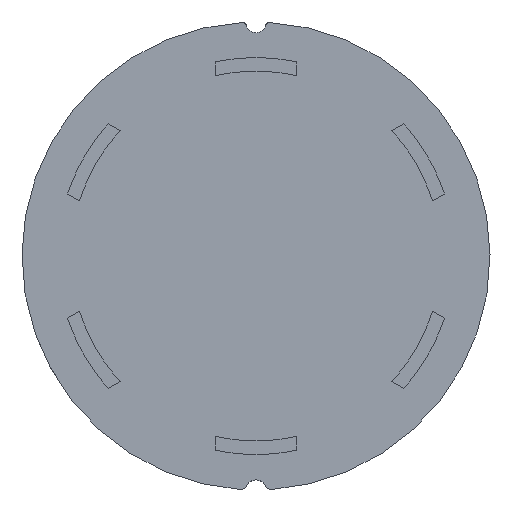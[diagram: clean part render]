
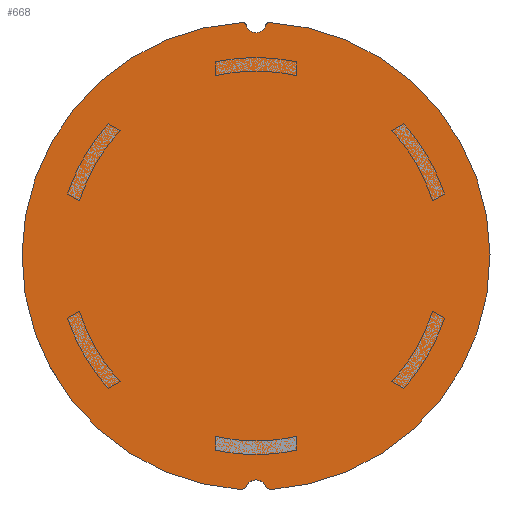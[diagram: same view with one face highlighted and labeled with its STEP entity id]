
A CAD part, front view. The second image highlights one B-rep face of the part: STEP entity #668.
In plain terms, the highlighted planar face has unit normal (0, -1, 0).
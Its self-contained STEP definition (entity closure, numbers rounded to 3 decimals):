
#13 = CARTESIAN_POINT ( 'NONE',  ( 0., 0., -0.002 ) ) ;
#39 = AXIS2_PLACEMENT_3D ( 'NONE', #631, #1419, #439 ) ;
#53 = EDGE_CURVE ( 'NONE', #1983, #777, #938, .T. ) ;
#75 = AXIS2_PLACEMENT_3D ( 'NONE', #1650, #2241, #316 ) ;
#86 = EDGE_CURVE ( 'NONE', #1442, #2476, #1300, .T. ) ;
#132 = CARTESIAN_POINT ( 'NONE',  ( 2.257, 0., -33.426 ) ) ;
#135 = DIRECTION ( 'NONE',  ( 0., 1., 0. ) ) ;
#151 = CARTESIAN_POINT ( 'NONE',  ( 0., 0., -0.002 ) ) ;
#165 = AXIS2_PLACEMENT_3D ( 'NONE', #705, #135, #1495 ) ;
#205 = DIRECTION ( 'NONE',  ( 0., 0., 1. ) ) ;
#257 = CARTESIAN_POINT ( 'NONE',  ( -1.964, 0., 34.442 ) ) ;
#270 = DIRECTION ( 'NONE',  ( 0., 0., 1. ) ) ;
#311 = DIRECTION ( 'NONE',  ( 0., 1., 0. ) ) ;
#314 = CARTESIAN_POINT ( 'NONE',  ( 1.452, 0., 34.069 ) ) ;
#316 = DIRECTION ( 'NONE',  ( 0., 0., 1. ) ) ;
#341 = CIRCLE ( 'NONE', #1978, 1. ) ;
#379 = VERTEX_POINT ( 'NONE', #812 ) ;
#387 = VERTEX_POINT ( 'NONE', #2369 ) ;
#411 = DIRECTION ( 'NONE',  ( 0., 0., 1. ) ) ;
#426 = DIRECTION ( 'NONE',  ( 0., 1., 0. ) ) ;
#430 = ORIENTED_EDGE ( 'NONE', *, *, #2396, .F. ) ;
#432 = VERTEX_POINT ( 'NONE', #257 ) ;
#439 = DIRECTION ( 'NONE',  ( 0., 0., 1. ) ) ;
#456 = CARTESIAN_POINT ( 'NONE',  ( -1.452, 0., 34.069 ) ) ;
#463 = EDGE_LOOP ( 'NONE', ( #611, #1827, #1169, #1763, #628, #625, #1897, #430, #2174, #1959, #1240 ) ) ;
#492 = AXIS2_PLACEMENT_3D ( 'NONE', #2190, #426, #1985 ) ;
#611 = ORIENTED_EDGE ( 'NONE', *, *, #1179, .T. ) ;
#625 = ORIENTED_EDGE ( 'NONE', *, *, #1462, .T. ) ;
#628 = ORIENTED_EDGE ( 'NONE', *, *, #1279, .T. ) ;
#631 = CARTESIAN_POINT ( 'NONE',  ( -1.936, 0., 33.943 ) ) ;
#666 = CIRCLE ( 'NONE', #2091, 1. ) ;
#668 = ADVANCED_FACE ( 'NONE', ( #804 ), #1136, .F. ) ;
#705 = CARTESIAN_POINT ( 'NONE',  ( 0., 0., 34.446 ) ) ;
#745 = AXIS2_PLACEMENT_3D ( 'NONE', #132, #1375, #411 ) ;
#777 = VERTEX_POINT ( 'NONE', #456 ) ;
#783 = DIRECTION ( 'NONE',  ( 0., 0., 1. ) ) ;
#804 = FACE_OUTER_BOUND ( 'NONE', #463, .T. ) ;
#812 = CARTESIAN_POINT ( 'NONE',  ( -2.324, 0., -34.424 ) ) ;
#863 = CIRCLE ( 'NONE', #745, 1. ) ;
#907 = EDGE_CURVE ( 'NONE', #2177, #2105, #666, .T. ) ;
#927 = DIRECTION ( 'NONE',  ( 0., 1., 0. ) ) ;
#938 = CIRCLE ( 'NONE', #165, 1.5 ) ;
#989 = AXIS2_PLACEMENT_3D ( 'NONE', #13, #1388, #783 ) ;
#1022 = AXIS2_PLACEMENT_3D ( 'NONE', #1590, #1922, #1183 ) ;
#1061 = DIRECTION ( 'NONE',  ( 0., 1., 0. ) ) ;
#1098 = DIRECTION ( 'NONE',  ( 0., -1., 0. ) ) ;
#1136 = PLANE ( 'NONE',  #1022 ) ;
#1153 = VERTEX_POINT ( 'NONE', #2179 ) ;
#1162 = EDGE_CURVE ( 'NONE', #1619, #379, #1309, .T. ) ;
#1169 = ORIENTED_EDGE ( 'NONE', *, *, #1162, .F. ) ;
#1179 = EDGE_CURVE ( 'NONE', #777, #432, #1399, .T. ) ;
#1183 = DIRECTION ( 'NONE',  ( 0., 0., 1. ) ) ;
#1222 = AXIS2_PLACEMENT_3D ( 'NONE', #151, #927, #205 ) ;
#1240 = ORIENTED_EDGE ( 'NONE', *, *, #53, .T. ) ;
#1243 = CARTESIAN_POINT ( 'NONE',  ( 0., 0., -34.502 ) ) ;
#1249 = CARTESIAN_POINT ( 'NONE',  ( 2.324, 0., -34.424 ) ) ;
#1262 = CARTESIAN_POINT ( 'NONE',  ( 2.257, 0., -33.426 ) ) ;
#1279 = EDGE_CURVE ( 'NONE', #1153, #387, #2248, .T. ) ;
#1300 = CIRCLE ( 'NONE', #75, 0.5 ) ;
#1309 = CIRCLE ( 'NONE', #492, 1. ) ;
#1375 = DIRECTION ( 'NONE',  ( 0., -1., 0. ) ) ;
#1388 = DIRECTION ( 'NONE',  ( 0., 1., 0. ) ) ;
#1399 = CIRCLE ( 'NONE', #39, 0.5 ) ;
#1408 = CIRCLE ( 'NONE', #989, 34.5 ) ;
#1419 = DIRECTION ( 'NONE',  ( 0., -1., 0. ) ) ;
#1442 = VERTEX_POINT ( 'NONE', #314 ) ;
#1462 = EDGE_CURVE ( 'NONE', #387, #2177, #863, .T. ) ;
#1466 = DIRECTION ( 'NONE',  ( 0., 1., 0. ) ) ;
#1495 = DIRECTION ( 'NONE',  ( 0., 0., 1. ) ) ;
#1504 = EDGE_CURVE ( 'NONE', #379, #432, #1408, .T. ) ;
#1590 = CARTESIAN_POINT ( 'NONE',  ( 0., 0., 0. ) ) ;
#1616 = CIRCLE ( 'NONE', #2344, 1.5 ) ;
#1619 = VERTEX_POINT ( 'NONE', #2033 ) ;
#1650 = CARTESIAN_POINT ( 'NONE',  ( 1.936, 0., 33.943 ) ) ;
#1702 = DIRECTION ( 'NONE',  ( 0., 0., 1. ) ) ;
#1716 = EDGE_CURVE ( 'NONE', #1153, #1619, #341, .T. ) ;
#1719 = AXIS2_PLACEMENT_3D ( 'NONE', #1243, #1061, #270 ) ;
#1727 = CARTESIAN_POINT ( 'NONE',  ( 0., 0., 34.446 ) ) ;
#1763 = ORIENTED_EDGE ( 'NONE', *, *, #1716, .F. ) ;
#1811 = CARTESIAN_POINT ( 'NONE',  ( 0., 0., 32.946 ) ) ;
#1823 = EDGE_CURVE ( 'NONE', #1442, #1983, #1616, .T. ) ;
#1827 = ORIENTED_EDGE ( 'NONE', *, *, #1504, .F. ) ;
#1897 = ORIENTED_EDGE ( 'NONE', *, *, #907, .T. ) ;
#1899 = DIRECTION ( 'NONE',  ( 0., 0., 1. ) ) ;
#1922 = DIRECTION ( 'NONE',  ( 0., 1., 0. ) ) ;
#1959 = ORIENTED_EDGE ( 'NONE', *, *, #1823, .T. ) ;
#1978 = AXIS2_PLACEMENT_3D ( 'NONE', #2006, #1466, #1899 ) ;
#1983 = VERTEX_POINT ( 'NONE', #1811 ) ;
#1985 = DIRECTION ( 'NONE',  ( 0., 0., 1. ) ) ;
#1995 = CARTESIAN_POINT ( 'NONE',  ( 1.964, 0., 34.442 ) ) ;
#2006 = CARTESIAN_POINT ( 'NONE',  ( -2.257, 0., -33.426 ) ) ;
#2033 = CARTESIAN_POINT ( 'NONE',  ( -2.257, 0., -34.426 ) ) ;
#2043 = CIRCLE ( 'NONE', #1222, 34.5 ) ;
#2091 = AXIS2_PLACEMENT_3D ( 'NONE', #1262, #1098, #2255 ) ;
#2105 = VERTEX_POINT ( 'NONE', #1249 ) ;
#2174 = ORIENTED_EDGE ( 'NONE', *, *, #86, .F. ) ;
#2177 = VERTEX_POINT ( 'NONE', #2430 ) ;
#2179 = CARTESIAN_POINT ( 'NONE',  ( -1.354, 0., -33.856 ) ) ;
#2190 = CARTESIAN_POINT ( 'NONE',  ( -2.257, 0., -33.426 ) ) ;
#2241 = DIRECTION ( 'NONE',  ( 0., 1., 0. ) ) ;
#2248 = CIRCLE ( 'NONE', #1719, 1.5 ) ;
#2255 = DIRECTION ( 'NONE',  ( 0., 0., 1. ) ) ;
#2344 = AXIS2_PLACEMENT_3D ( 'NONE', #1727, #311, #1702 ) ;
#2369 = CARTESIAN_POINT ( 'NONE',  ( 1.354, 0., -33.856 ) ) ;
#2396 = EDGE_CURVE ( 'NONE', #2476, #2105, #2043, .T. ) ;
#2430 = CARTESIAN_POINT ( 'NONE',  ( 2.257, 0., -34.426 ) ) ;
#2476 = VERTEX_POINT ( 'NONE', #1995 ) ;
